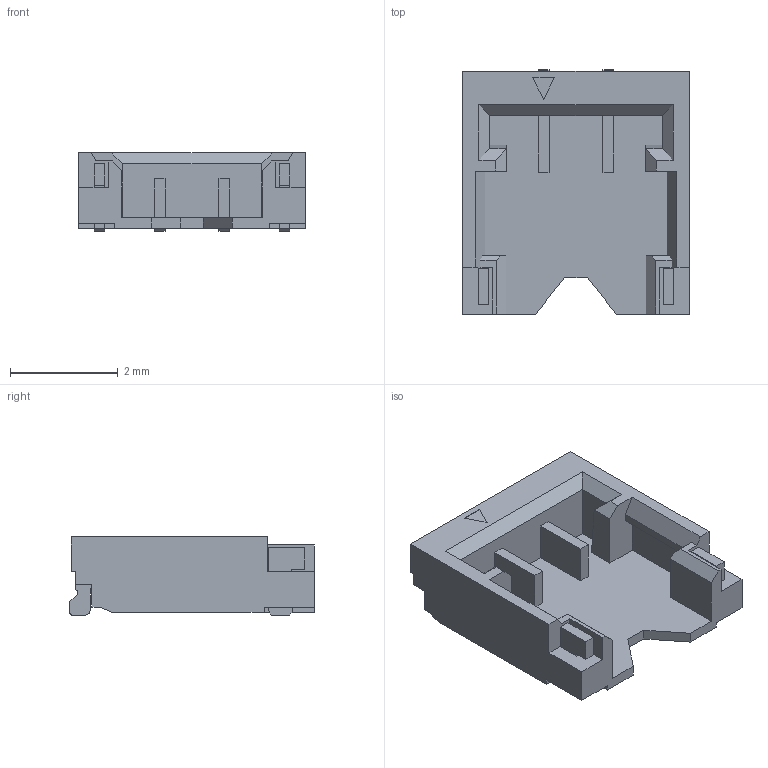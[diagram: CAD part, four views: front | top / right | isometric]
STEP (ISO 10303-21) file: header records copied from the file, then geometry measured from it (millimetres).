
FILE_DESCRIPTION(/* description */ (''),/* implementation_level */ '2;1');
FILE_NAME(/* name */ '781710002wbm000_01_214.stp',/* time_stamp */ '2023-10-25T09:23:38+06:00',/* author */ (''),/* organization */ (''),/* preprocessor_version */ 'ST-DEVELOPER v16.7',/* originating_system */ 'SIEMENS PLM Software NX 1919',/* authorisation */ '');
FILE_SCHEMA (('AUTOMOTIVE_DESIGN { 1 0 10303 214 3 1 1 1 }'));
Length unit declared in the file: millimetre
Products named in the file (1): 781710002wbm000_01
Bounding box: 4.2 x 4.53 x 1.45 mm (x, y, z)
Volume: 11 mm3; surface area: 77.8 mm2
Topology: 1 solids, 1 shells, 135 faces, 382 edges, 254 vertices
Faces by surface type: plane 125, cylinder 10
Entity records: 4324 total; most frequent: CARTESIAN_POINT 772, ORIENTED_EDGE 764, DIRECTION 674, EDGE_CURVE 382, LINE 362, VECTOR 362, VERTEX_POINT 254, AXIS2_PLACEMENT_3D 156
